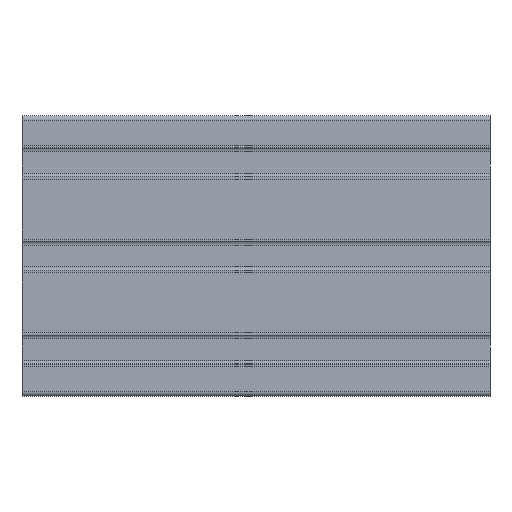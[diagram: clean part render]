
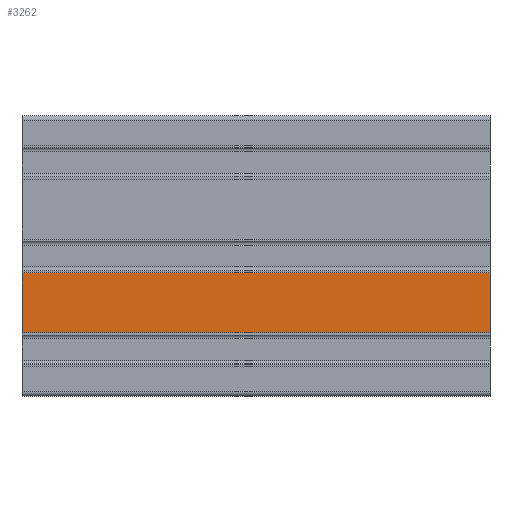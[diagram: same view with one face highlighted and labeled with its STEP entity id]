
A CAD part, left-side view. The second image highlights one B-rep face of the part: STEP entity #3262.
In plain terms, the highlighted planar face has unit normal (-1, 0, 0).
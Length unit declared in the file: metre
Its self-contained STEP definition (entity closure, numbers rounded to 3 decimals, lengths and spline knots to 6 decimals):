
#241=FACE_OUTER_BOUND('',#406,.T.);
#406=EDGE_LOOP('',(#2359,#2360,#2361,#2362));
#666=LINE('',#4961,#1053);
#667=LINE('',#4964,#1054);
#668=LINE('',#4966,#1055);
#669=LINE('',#4967,#1056);
#1053=VECTOR('',#4014,0.1);
#1054=VECTOR('',#4017,0.0128);
#1055=VECTOR('',#4018,0.0128);
#1056=VECTOR('',#4019,0.1);
#1420=VERTEX_POINT('',#4957);
#1421=VERTEX_POINT('',#4959);
#1422=VERTEX_POINT('',#4963);
#1423=VERTEX_POINT('',#4965);
#1808=EDGE_CURVE('',#1421,#1420,#666,.T.);
#1809=EDGE_CURVE('',#1422,#1420,#667,.T.);
#1810=EDGE_CURVE('',#1423,#1421,#668,.T.);
#1811=EDGE_CURVE('',#1423,#1422,#669,.T.);
#2359=ORIENTED_EDGE('',*,*,#1809,.T.);
#2360=ORIENTED_EDGE('',*,*,#1808,.F.);
#2361=ORIENTED_EDGE('',*,*,#1810,.F.);
#2362=ORIENTED_EDGE('',*,*,#1811,.T.);
#3127=PLANE('',#3492);
#3262=ADVANCED_FACE('',(#241),#3127,.F.);
#3492=AXIS2_PLACEMENT_3D('',#4962,#4015,#4016);
#4014=DIRECTION('',(0.,1.,0.));
#4015=DIRECTION('center_axis',(1.,0.,0.));
#4016=DIRECTION('ref_axis',(0.,0.,-1.));
#4017=DIRECTION('',(0.,0.,-1.));
#4018=DIRECTION('',(0.,0.,-1.));
#4019=DIRECTION('',(0.,1.,0.));
#4957=CARTESIAN_POINT('',(0.043194,0.01708,0.0326));
#4959=CARTESIAN_POINT('',(0.043194,-0.08292,0.0326));
#4961=CARTESIAN_POINT('',(0.043194,-0.08292,0.0326));
#4962=CARTESIAN_POINT('Origin',(0.043194,-0.98292,0.0326));
#4963=CARTESIAN_POINT('',(0.043194,0.01708,0.0454));
#4964=CARTESIAN_POINT('',(0.043194,0.01708,0.0454));
#4965=CARTESIAN_POINT('',(0.043194,-0.08292,0.0454));
#4966=CARTESIAN_POINT('',(0.043194,-0.08292,0.0454));
#4967=CARTESIAN_POINT('',(0.043194,-0.08292,0.0454));
